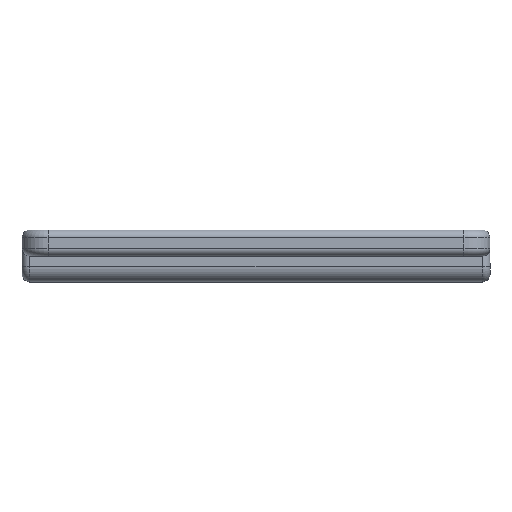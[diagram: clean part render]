
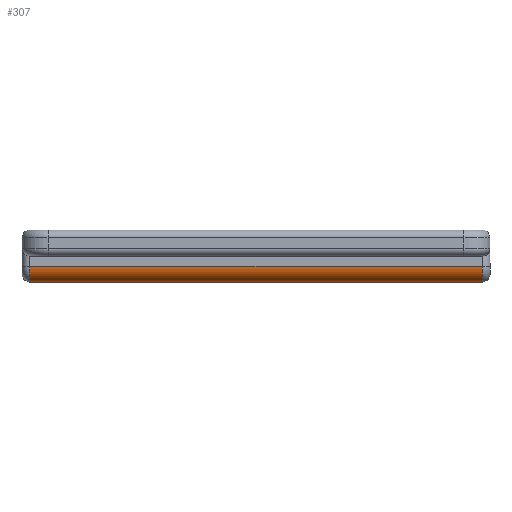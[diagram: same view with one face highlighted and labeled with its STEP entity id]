
A CAD part, left-side view. The second image highlights one B-rep face of the part: STEP entity #307.
In plain terms, the highlighted cylindrical face has radius 3 mm (diameter 6 mm), a partial arc.
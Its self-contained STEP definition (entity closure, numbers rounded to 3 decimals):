
#27 = ORIENTED_EDGE ( 'NONE', *, *, #11532, .T. ) ;
#254 = CARTESIAN_POINT ( 'NONE',  ( -2., 43.5, -2. ) ) ;
#307 = ADVANCED_FACE ( 'NONE', ( #5668 ), #12098, .T. ) ;
#373 = CIRCLE ( 'NONE', #9897, 3. ) ;
#494 = DIRECTION ( 'NONE',  ( 0., 1., 0. ) ) ;
#646 = ORIENTED_EDGE ( 'NONE', *, *, #2571, .F. ) ;
#784 = CIRCLE ( 'NONE', #8333, 3. ) ;
#1163 = VERTEX_POINT ( 'NONE', #7553 ) ;
#1552 = CARTESIAN_POINT ( 'NONE',  ( -5., -43.5, -2. ) ) ;
#1840 = VERTEX_POINT ( 'NONE', #6163 ) ;
#2038 = VECTOR ( 'NONE', #9262, 1000. ) ;
#2284 = DIRECTION ( 'NONE',  ( 0., -1., 0. ) ) ;
#2571 = EDGE_CURVE ( 'NONE', #6521, #1163, #4575, .T. ) ;
#2655 = CARTESIAN_POINT ( 'NONE',  ( -2., -43.5, -2. ) ) ;
#2684 = DIRECTION ( 'NONE',  ( 0., -1., 0. ) ) ;
#3082 = AXIS2_PLACEMENT_3D ( 'NONE', #6351, #2684, #9470 ) ;
#3106 = DIRECTION ( 'NONE',  ( 0., 0., -1. ) ) ;
#3794 = EDGE_CURVE ( 'NONE', #1840, #6597, #6386, .T. ) ;
#4575 = LINE ( 'NONE', #6551, #11852 ) ;
#5108 = EDGE_CURVE ( 'NONE', #1840, #1163, #373, .T. ) ;
#5668 = FACE_OUTER_BOUND ( 'NONE', #6707, .T. ) ;
#5900 = ORIENTED_EDGE ( 'NONE', *, *, #5108, .T. ) ;
#6163 = CARTESIAN_POINT ( 'NONE',  ( -5., 43.5, -2. ) ) ;
#6351 = CARTESIAN_POINT ( 'NONE',  ( -2., 0., -2. ) ) ;
#6386 = LINE ( 'NONE', #10195, #2038 ) ;
#6521 = VERTEX_POINT ( 'NONE', #7194 ) ;
#6551 = CARTESIAN_POINT ( 'NONE',  ( -2., 45., -5. ) ) ;
#6597 = VERTEX_POINT ( 'NONE', #1552 ) ;
#6707 = EDGE_LOOP ( 'NONE', ( #10623, #5900, #646, #27 ) ) ;
#7194 = CARTESIAN_POINT ( 'NONE',  ( -2., -43.5, -5. ) ) ;
#7553 = CARTESIAN_POINT ( 'NONE',  ( -2., 43.5, -5. ) ) ;
#8078 = DIRECTION ( 'NONE',  ( 0., 0., 1. ) ) ;
#8333 = AXIS2_PLACEMENT_3D ( 'NONE', #2655, #494, #8078 ) ;
#8491 = DIRECTION ( 'NONE',  ( 0., 1., 0. ) ) ;
#9262 = DIRECTION ( 'NONE',  ( 0., -1., 0. ) ) ;
#9470 = DIRECTION ( 'NONE',  ( 1., 0., 0. ) ) ;
#9897 = AXIS2_PLACEMENT_3D ( 'NONE', #254, #2284, #3106 ) ;
#10195 = CARTESIAN_POINT ( 'NONE',  ( -5., -45., -2. ) ) ;
#10623 = ORIENTED_EDGE ( 'NONE', *, *, #3794, .F. ) ;
#11532 = EDGE_CURVE ( 'NONE', #6521, #6597, #784, .T. ) ;
#11852 = VECTOR ( 'NONE', #8491, 1000. ) ;
#12098 = CYLINDRICAL_SURFACE ( 'NONE', #3082, 3. ) ;
